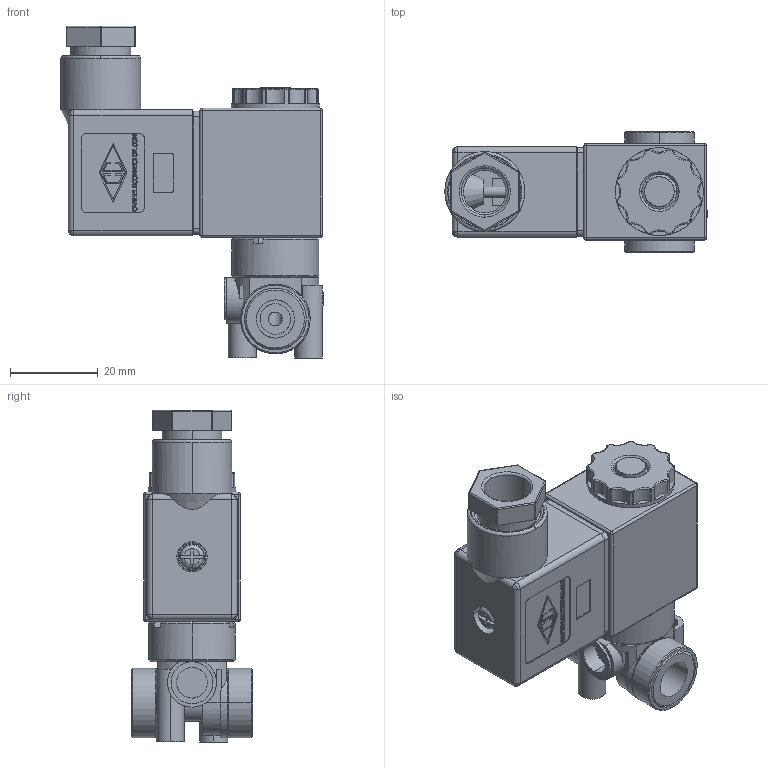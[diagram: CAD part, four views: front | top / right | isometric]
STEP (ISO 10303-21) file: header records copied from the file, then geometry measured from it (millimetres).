
FILE_DESCRIPTION (( 'STEP AP214' ), '1' );
FILE_NAME ('DVP-2BC1C-24D.step', '2016-04-27T16:26:49', ( '' ), ( '' ), 'SwSTEP 2.0', 'SolidWorks 2015', '' );
FILE_SCHEMA (( 'AUTOMOTIVE_DESIGN' ));
Length unit declared in the file: inch
Products named in the file (1): DVP-2BC1C-24D
Bounding box: 59.8 x 27.69 x 75.65 mm (x, y, z)
Volume: 32396.1 mm3; surface area: 20987 mm2
Topology: 4 solids, 6 shells, 1335 faces, 3517 edges, 2254 vertices
Faces by surface type: plane 683, bspline 355, cylinder 243, cone 54
Entity records: 64747 total; most frequent: CARTESIAN_POINT 17136, ORIENTED_EDGE 6952, DIRECTION 5271, EDGE_CURVE 3476, VERTEX_POINT 2254, VECTOR 2123, LINE 2123, AXIS2_PLACEMENT_3D 1574
